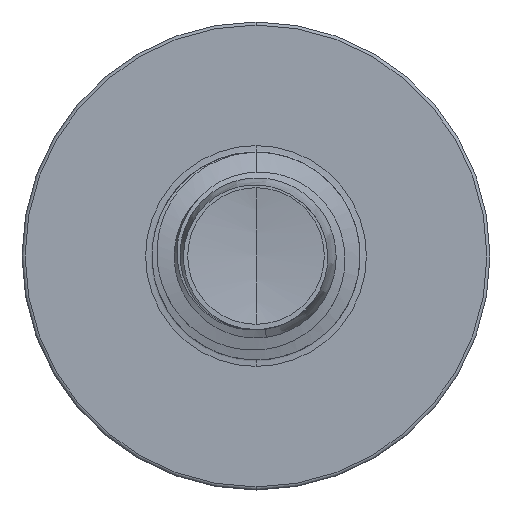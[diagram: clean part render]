
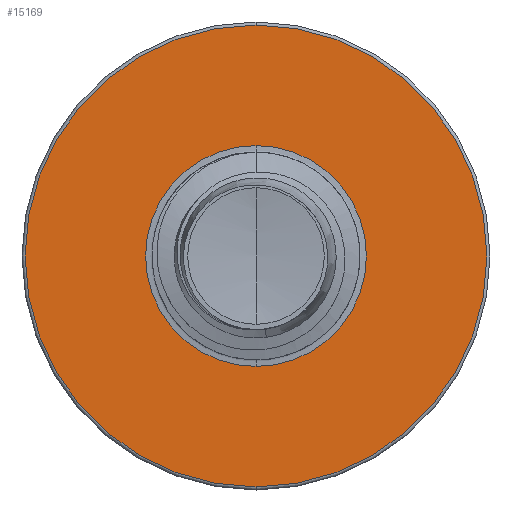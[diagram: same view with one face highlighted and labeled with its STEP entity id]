
A CAD part, front view. The second image highlights one B-rep face of the part: STEP entity #15169.
In plain terms, the highlighted planar face has unit normal (0, -1, 0).
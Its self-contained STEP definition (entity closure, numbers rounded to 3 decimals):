
#42 = ORIENTED_EDGE ( 'NONE', *, *, #11347, .F. ) ;
#527 = CIRCLE ( 'NONE', #13866, 3.186 ) ;
#794 = DIRECTION ( 'NONE',  ( 0., 1., 0. ) ) ;
#902 = AXIS2_PLACEMENT_3D ( 'NONE', #7093, #12631, #4363 ) ;
#991 = ORIENTED_EDGE ( 'NONE', *, *, #15153, .T. ) ;
#1128 = ORIENTED_EDGE ( 'NONE', *, *, #12294, .T. ) ;
#1243 = VERTEX_POINT ( 'NONE', #2097 ) ;
#1475 = ORIENTED_EDGE ( 'NONE', *, *, #10574, .F. ) ;
#1489 = CARTESIAN_POINT ( 'NONE',  ( 0., 8., 0. ) ) ;
#1738 = DIRECTION ( 'NONE',  ( 0., 1., 0. ) ) ;
#1777 = VERTEX_POINT ( 'NONE', #10316 ) ;
#2097 = CARTESIAN_POINT ( 'NONE',  ( 0., 8., -3.186 ) ) ;
#2239 = EDGE_LOOP ( 'NONE', ( #1475, #42 ) ) ;
#2794 = CARTESIAN_POINT ( 'NONE',  ( 0., 8., 0. ) ) ;
#2951 = DIRECTION ( 'NONE',  ( 0., 0., 1. ) ) ;
#4217 = DIRECTION ( 'NONE',  ( 0., 0., 1. ) ) ;
#4363 = DIRECTION ( 'NONE',  ( 0., 0., 1. ) ) ;
#4817 = CARTESIAN_POINT ( 'NONE',  ( 0., 8., -6.66 ) ) ;
#4850 = EDGE_LOOP ( 'NONE', ( #1128, #991 ) ) ;
#5970 = AXIS2_PLACEMENT_3D ( 'NONE', #2794, #12485, #4217 ) ;
#6099 = CIRCLE ( 'NONE', #13966, 6.66 ) ;
#7093 = CARTESIAN_POINT ( 'NONE',  ( 0., 8., -3.186 ) ) ;
#8775 = VERTEX_POINT ( 'NONE', #4817 ) ;
#9067 = CIRCLE ( 'NONE', #16225, 3.186 ) ;
#9189 = CARTESIAN_POINT ( 'NONE',  ( 0., 8., 0. ) ) ;
#10079 = CARTESIAN_POINT ( 'NONE',  ( 0., 8., 0. ) ) ;
#10316 = CARTESIAN_POINT ( 'NONE',  ( 0., 8., 3.186 ) ) ;
#10574 = EDGE_CURVE ( 'NONE', #17471, #8775, #16516, .T. ) ;
#10580 = DIRECTION ( 'NONE',  ( 0., 0., 1. ) ) ;
#11227 = DIRECTION ( 'NONE',  ( 0., 1., 0. ) ) ;
#11347 = EDGE_CURVE ( 'NONE', #8775, #17471, #6099, .T. ) ;
#11447 = DIRECTION ( 'NONE',  ( 0., 0., 1. ) ) ;
#11829 = CARTESIAN_POINT ( 'NONE',  ( 0., 8., 6.66 ) ) ;
#12294 = EDGE_CURVE ( 'NONE', #1777, #1243, #527, .T. ) ;
#12324 = FACE_BOUND ( 'NONE', #4850, .T. ) ;
#12485 = DIRECTION ( 'NONE',  ( 0., 1., 0. ) ) ;
#12631 = DIRECTION ( 'NONE',  ( 0., 1., 0. ) ) ;
#13866 = AXIS2_PLACEMENT_3D ( 'NONE', #10079, #1738, #11447 ) ;
#13966 = AXIS2_PLACEMENT_3D ( 'NONE', #9189, #794, #10580 ) ;
#15153 = EDGE_CURVE ( 'NONE', #1243, #1777, #9067, .T. ) ;
#15169 = ADVANCED_FACE ( 'NONE', ( #16919, #12324 ), #18165, .F. ) ;
#16225 = AXIS2_PLACEMENT_3D ( 'NONE', #1489, #11227, #2951 ) ;
#16516 = CIRCLE ( 'NONE', #5970, 6.66 ) ;
#16919 = FACE_OUTER_BOUND ( 'NONE', #2239, .T. ) ;
#17471 = VERTEX_POINT ( 'NONE', #11829 ) ;
#18165 = PLANE ( 'NONE',  #902 ) ;
